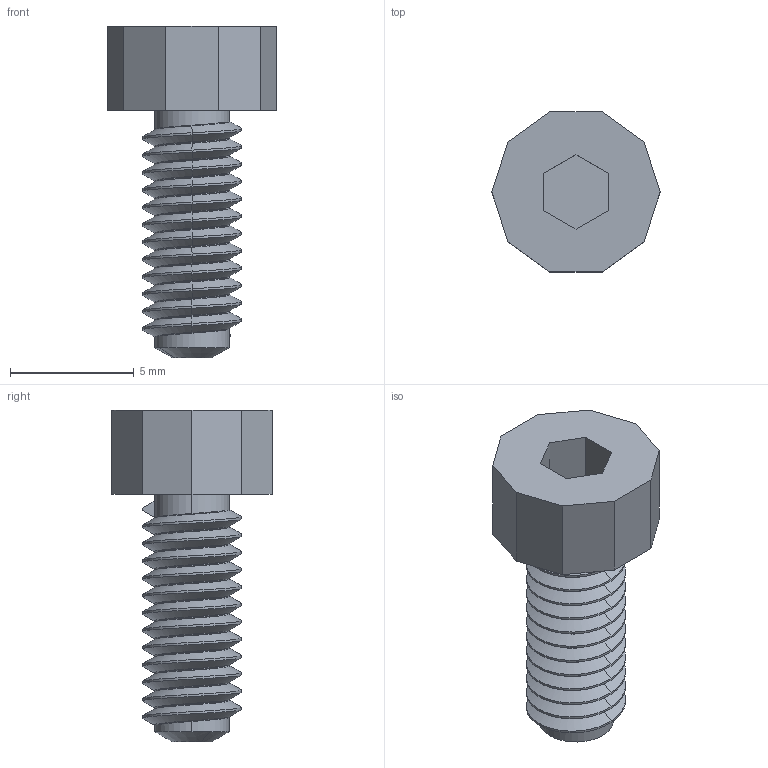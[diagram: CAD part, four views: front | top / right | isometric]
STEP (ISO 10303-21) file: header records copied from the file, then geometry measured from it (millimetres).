
FILE_DESCRIPTION(('CATIA V5 STEP Exchange','CAx-IF Rec.Pracs.--- Composite Materials ---3.4---2017-06-13'),'2;1');
FILE_NAME('Union.stp','2025-01-08T12:14:34+00:00',('none'),('none'),'CATIA Version 5-6 Release 2022 SP3','CATIA V5 STEP AP203 v2','none');
FILE_SCHEMA(('CONFIG_CONTROL_DESIGN'));
Length unit declared in the file: millimetre
Products named in the file (1): Union_Apex
Assembly tree (3 placements, depth 2):
  Union_Apex
    #57
    #222
    #7277
Bounding box: 6.8 x 6.47 x 13.4 mm (x, y, z)
Volume: 197.7 mm3; surface area: 514.1 mm2
Topology: 3 solids, 4 shells, 178 faces, 373 edges, 204 vertices
Faces by surface type: bspline 150, plane 24, cylinder 2, cone 2
Entity records: 7714 total; most frequent: CARTESIAN_POINT 5107, ORIENTED_EDGE 738, EDGE_CURVE 372, B_SPLINE_CURVE_WITH_KNOTS 229, VERTEX_POINT 202, EDGE_LOOP 179, ADVANCED_FACE 178, FACE_OUTER_BOUND 178
